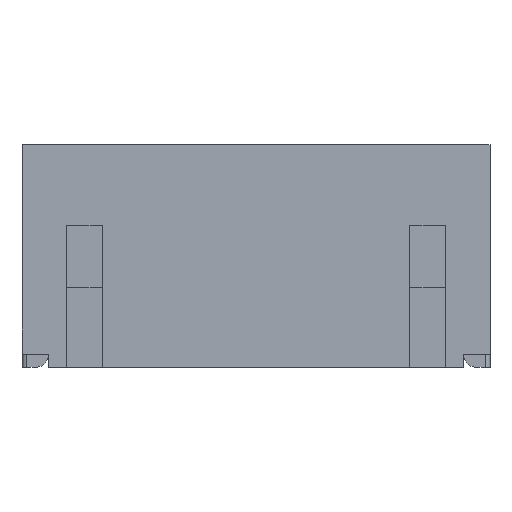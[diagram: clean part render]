
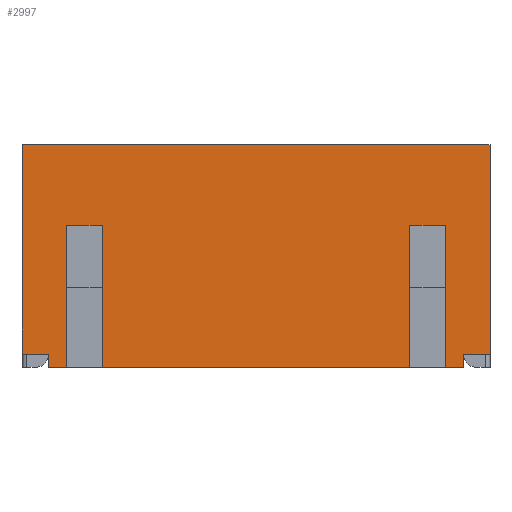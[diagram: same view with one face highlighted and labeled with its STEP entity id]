
A CAD part, left-side view. The second image highlights one B-rep face of the part: STEP entity #2997.
In plain terms, the highlighted planar face has unit normal (-1, 0, 0).
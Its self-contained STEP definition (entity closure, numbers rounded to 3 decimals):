
#41=PLANE('',#3245);
#209=FACE_OUTER_BOUND('',#367,.T.);
#367=EDGE_LOOP('',(#2251,#2252,#2253,#2254,#2255,#2256,#2257,#2258,#2259,
#2260,#2261,#2262,#2263,#2264,#2265,#2266));
#523=LINE('',#4430,#878);
#527=LINE('',#4438,#882);
#533=LINE('',#4451,#888);
#554=LINE('',#4493,#909);
#567=LINE('',#4518,#922);
#568=LINE('',#4520,#923);
#569=LINE('',#4522,#924);
#570=LINE('',#4524,#925);
#571=LINE('',#4526,#926);
#572=LINE('',#4528,#927);
#573=LINE('',#4530,#928);
#574=LINE('',#4532,#929);
#575=LINE('',#4534,#930);
#576=LINE('',#4536,#931);
#577=LINE('',#4537,#932);
#578=LINE('',#4538,#933);
#878=VECTOR('',#3625,10.);
#882=VECTOR('',#3631,10.);
#888=VECTOR('',#3641,10.);
#909=VECTOR('',#3674,10.);
#922=VECTOR('',#3693,10.);
#923=VECTOR('',#3694,10.);
#924=VECTOR('',#3695,10.);
#925=VECTOR('',#3696,10.);
#926=VECTOR('',#3697,10.);
#927=VECTOR('',#3698,10.);
#928=VECTOR('',#3699,10.);
#929=VECTOR('',#3700,10.);
#930=VECTOR('',#3701,10.);
#931=VECTOR('',#3702,10.);
#932=VECTOR('',#3703,10.);
#933=VECTOR('',#3704,10.);
#1355=VERTEX_POINT('',#4427);
#1356=VERTEX_POINT('',#4429);
#1359=VERTEX_POINT('',#4437);
#1362=VERTEX_POINT('',#4447);
#1364=VERTEX_POINT('',#4450);
#1379=VERTEX_POINT('',#4491);
#1388=VERTEX_POINT('',#4517);
#1389=VERTEX_POINT('',#4519);
#1390=VERTEX_POINT('',#4521);
#1391=VERTEX_POINT('',#4523);
#1392=VERTEX_POINT('',#4525);
#1393=VERTEX_POINT('',#4527);
#1394=VERTEX_POINT('',#4529);
#1395=VERTEX_POINT('',#4531);
#1396=VERTEX_POINT('',#4533);
#1397=VERTEX_POINT('',#4535);
#1668=EDGE_CURVE('',#1356,#1355,#523,.T.);
#1672=EDGE_CURVE('',#1359,#1356,#527,.T.);
#1678=EDGE_CURVE('',#1364,#1362,#533,.T.);
#1699=EDGE_CURVE('',#1362,#1379,#554,.T.);
#1712=EDGE_CURVE('',#1388,#1359,#567,.T.);
#1713=EDGE_CURVE('',#1355,#1389,#568,.T.);
#1714=EDGE_CURVE('',#1389,#1390,#569,.T.);
#1715=EDGE_CURVE('',#1390,#1391,#570,.T.);
#1716=EDGE_CURVE('',#1391,#1392,#571,.T.);
#1717=EDGE_CURVE('',#1392,#1393,#572,.T.);
#1718=EDGE_CURVE('',#1393,#1394,#573,.T.);
#1719=EDGE_CURVE('',#1394,#1395,#574,.T.);
#1720=EDGE_CURVE('',#1395,#1396,#575,.T.);
#1721=EDGE_CURVE('',#1397,#1396,#576,.T.);
#1722=EDGE_CURVE('',#1364,#1397,#577,.T.);
#1723=EDGE_CURVE('',#1379,#1388,#578,.T.);
#2251=ORIENTED_EDGE('',*,*,#1712,.T.);
#2252=ORIENTED_EDGE('',*,*,#1672,.T.);
#2253=ORIENTED_EDGE('',*,*,#1668,.T.);
#2254=ORIENTED_EDGE('',*,*,#1713,.T.);
#2255=ORIENTED_EDGE('',*,*,#1714,.T.);
#2256=ORIENTED_EDGE('',*,*,#1715,.T.);
#2257=ORIENTED_EDGE('',*,*,#1716,.T.);
#2258=ORIENTED_EDGE('',*,*,#1717,.T.);
#2259=ORIENTED_EDGE('',*,*,#1718,.T.);
#2260=ORIENTED_EDGE('',*,*,#1719,.T.);
#2261=ORIENTED_EDGE('',*,*,#1720,.T.);
#2262=ORIENTED_EDGE('',*,*,#1721,.F.);
#2263=ORIENTED_EDGE('',*,*,#1722,.F.);
#2264=ORIENTED_EDGE('',*,*,#1678,.T.);
#2265=ORIENTED_EDGE('',*,*,#1699,.T.);
#2266=ORIENTED_EDGE('',*,*,#1723,.T.);
#2997=ADVANCED_FACE('',(#209),#41,.T.);
#3245=AXIS2_PLACEMENT_3D('',#4516,#3691,#3692);
#3625=DIRECTION('',(0.,0.,-1.));
#3631=DIRECTION('',(0.,-1.,0.));
#3641=DIRECTION('',(0.,-1.,0.));
#3674=DIRECTION('',(0.,0.,-1.));
#3691=DIRECTION('center_axis',(-1.,0.,0.));
#3692=DIRECTION('ref_axis',(0.,-1.,0.));
#3693=DIRECTION('',(0.,0.,1.));
#3694=DIRECTION('',(0.,-1.,0.));
#3695=DIRECTION('',(0.,0.,1.));
#3696=DIRECTION('',(0.,-1.,0.));
#3697=DIRECTION('',(0.,0.,-1.));
#3698=DIRECTION('',(0.,-1.,0.));
#3699=DIRECTION('',(0.,0.,1.));
#3700=DIRECTION('',(0.,-1.,0.));
#3701=DIRECTION('',(0.,0.,1.));
#3702=DIRECTION('',(0.,-1.,0.));
#3703=DIRECTION('',(0.,0.,1.));
#3704=DIRECTION('',(0.,-1.,0.));
#4427=CARTESIAN_POINT('',(-4.45,6.45,0.));
#4429=CARTESIAN_POINT('',(-4.45,6.45,3.195));
#4430=CARTESIAN_POINT('',(-4.45,6.45,0.));
#4437=CARTESIAN_POINT('',(-4.45,7.25,3.195));
#4438=CARTESIAN_POINT('',(-4.45,7.35,3.195));
#4447=CARTESIAN_POINT('',(-4.45,7.65,0.3));
#4450=CARTESIAN_POINT('',(-4.45,8.25,0.3));
#4451=CARTESIAN_POINT('',(-4.45,8.25,0.3));
#4491=CARTESIAN_POINT('',(-4.45,7.65,0.));
#4493=CARTESIAN_POINT('',(-4.45,7.65,0.325));
#4516=CARTESIAN_POINT('Origin',(-4.45,8.25,0.));
#4517=CARTESIAN_POINT('',(-4.45,7.25,0.));
#4518=CARTESIAN_POINT('',(-4.45,7.25,1.598));
#4519=CARTESIAN_POINT('',(-4.45,-0.45,0.));
#4520=CARTESIAN_POINT('',(-4.45,8.25,0.));
#4521=CARTESIAN_POINT('',(-4.45,-0.45,3.195));
#4522=CARTESIAN_POINT('',(-4.45,-0.45,0.));
#4523=CARTESIAN_POINT('',(-4.45,-1.25,3.195));
#4524=CARTESIAN_POINT('',(-4.45,3.9,3.195));
#4525=CARTESIAN_POINT('',(-4.45,-1.25,0.));
#4526=CARTESIAN_POINT('',(-4.45,-1.25,1.598));
#4527=CARTESIAN_POINT('',(-4.45,-1.65,0.));
#4528=CARTESIAN_POINT('',(-4.45,8.25,0.));
#4529=CARTESIAN_POINT('',(-4.45,-1.65,0.3));
#4530=CARTESIAN_POINT('',(-4.45,-1.65,0.325));
#4531=CARTESIAN_POINT('',(-4.45,-2.25,0.3));
#4532=CARTESIAN_POINT('',(-4.45,3.,0.3));
#4533=CARTESIAN_POINT('',(-4.45,-2.25,5.));
#4534=CARTESIAN_POINT('',(-4.45,-2.25,0.));
#4535=CARTESIAN_POINT('',(-4.45,8.25,5.));
#4536=CARTESIAN_POINT('',(-4.45,8.25,5.));
#4537=CARTESIAN_POINT('',(-4.45,8.25,0.));
#4538=CARTESIAN_POINT('',(-4.45,8.25,0.));
